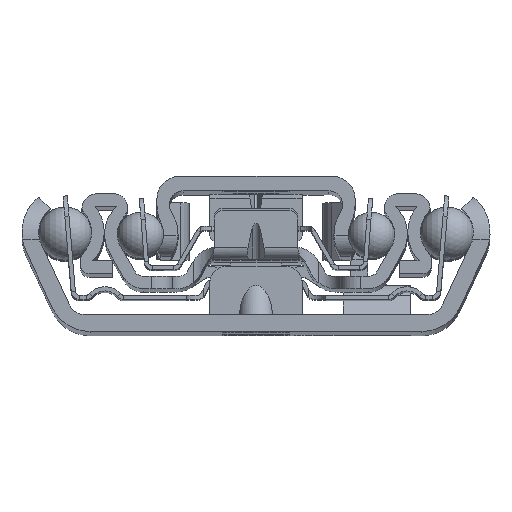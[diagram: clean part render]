
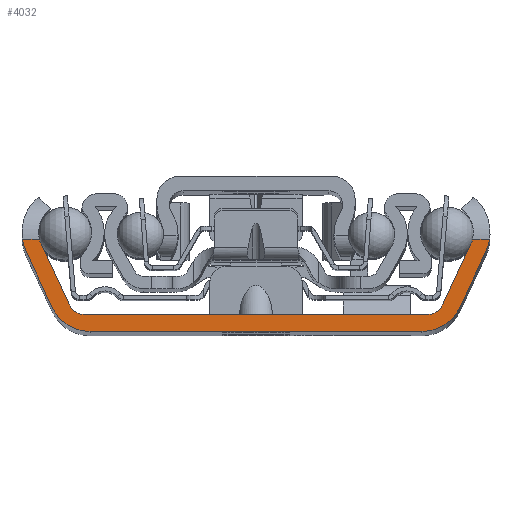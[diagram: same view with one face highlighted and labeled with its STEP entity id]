
A CAD part, top view. The second image highlights one B-rep face of the part: STEP entity #4032.
In plain terms, the highlighted planar face has unit normal (0, 0, 1).
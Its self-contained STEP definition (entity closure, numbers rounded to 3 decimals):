
#36=DIRECTION('',(1.,0.,0.));
#37=VECTOR('',#36,2.024);
#38=CARTESIAN_POINT('',(-27.841,11.,0.));
#39=LINE('',#38,#37);
#40=CARTESIAN_POINT('',(-22.41,11.8,0.));
#41=DIRECTION('',(0.,0.,-1.));
#42=DIRECTION('',(-0.906,-0.423,0.));
#43=AXIS2_PLACEMENT_3D('',#40,#41,#42);
#45=DIRECTION('',(-0.423,0.906,0.));
#46=VECTOR('',#45,7.907);
#47=CARTESIAN_POINT('',(-22.24,3.155,0.));
#48=LINE('',#47,#46);
#49=CARTESIAN_POINT('',(-20.428,4.,0.));
#50=DIRECTION('',(0.,0.,-1.));
#51=DIRECTION('',(0.,-1.,0.));
#52=AXIS2_PLACEMENT_3D('',#49,#50,#51);
#54=DIRECTION('',(-1.,0.,0.));
#55=VECTOR('',#54,40.856);
#56=CARTESIAN_POINT('',(20.428,2.,0.));
#57=LINE('',#56,#55);
#58=CARTESIAN_POINT('',(20.428,4.,0.));
#59=DIRECTION('',(0.,0.,-1.));
#60=DIRECTION('',(0.906,-0.423,0.));
#61=AXIS2_PLACEMENT_3D('',#58,#59,#60);
#63=DIRECTION('',(-0.423,-0.906,0.));
#64=VECTOR('',#63,7.907);
#65=CARTESIAN_POINT('',(25.582,10.321,0.));
#66=LINE('',#65,#64);
#67=CARTESIAN_POINT('',(22.41,11.8,0.));
#68=DIRECTION('',(0.,0.,-1.));
#69=DIRECTION('',(0.974,-0.229,0.));
#70=AXIS2_PLACEMENT_3D('',#67,#68,#69);
#72=DIRECTION('',(1.,0.,0.));
#73=VECTOR('',#72,2.024);
#74=CARTESIAN_POINT('',(25.817,11.,0.));
#75=LINE('',#74,#73);
#76=CARTESIAN_POINT('',(22.41,11.8,0.));
#77=DIRECTION('',(0.,0.,1.));
#78=DIRECTION('',(0.906,-0.423,0.));
#79=AXIS2_PLACEMENT_3D('',#76,#77,#78);
#81=DIRECTION('',(0.423,0.906,0.));
#82=VECTOR('',#81,7.274);
#83=CARTESIAN_POINT('',(24.311,2.887,0.));
#84=LINE('',#83,#82);
#85=CARTESIAN_POINT('',(19.78,5.,0.));
#86=DIRECTION('',(0.,0.,1.));
#87=DIRECTION('',(0.,-1.,0.));
#88=AXIS2_PLACEMENT_3D('',#85,#86,#87);
#90=DIRECTION('',(1.,0.,0.));
#91=VECTOR('',#90,39.56);
#92=CARTESIAN_POINT('',(-19.78,0.,0.));
#93=LINE('',#92,#91);
#94=CARTESIAN_POINT('',(-19.78,5.,0.));
#95=DIRECTION('',(0.,0.,1.));
#96=DIRECTION('',(-0.906,-0.423,0.));
#97=AXIS2_PLACEMENT_3D('',#94,#95,#96);
#99=DIRECTION('',(0.423,-0.906,0.));
#100=VECTOR('',#99,7.274);
#101=CARTESIAN_POINT('',(-27.386,9.48,0.));
#102=LINE('',#101,#100);
#103=CARTESIAN_POINT('',(-22.41,11.8,0.));
#104=DIRECTION('',(0.,0.,1.));
#105=DIRECTION('',(-0.989,-0.146,0.));
#106=AXIS2_PLACEMENT_3D('',#103,#104,#105);
#3384=CARTESIAN_POINT('',(-20.428,2.,0.));
#3385=CARTESIAN_POINT('',(-22.24,3.155,0.));
#3386=VERTEX_POINT('',#3384);
#3387=VERTEX_POINT('',#3385);
#3388=CARTESIAN_POINT('',(-25.582,10.321,0.));
#3389=VERTEX_POINT('',#3388);
#3390=CARTESIAN_POINT('',(-27.386,9.48,0.));
#3391=CARTESIAN_POINT('',(-24.311,2.887,0.));
#3392=VERTEX_POINT('',#3390);
#3393=VERTEX_POINT('',#3391);
#3394=CARTESIAN_POINT('',(-19.78,0.,0.));
#3395=VERTEX_POINT('',#3394);
#3396=CARTESIAN_POINT('',(19.78,0.,0.));
#3397=VERTEX_POINT('',#3396);
#3398=CARTESIAN_POINT('',(24.311,2.887,0.));
#3399=VERTEX_POINT('',#3398);
#3400=CARTESIAN_POINT('',(27.386,9.48,0.));
#3401=VERTEX_POINT('',#3400);
#3402=CARTESIAN_POINT('',(25.582,10.321,0.));
#3403=CARTESIAN_POINT('',(22.24,3.155,0.));
#3404=VERTEX_POINT('',#3402);
#3405=VERTEX_POINT('',#3403);
#3406=CARTESIAN_POINT('',(20.428,2.,0.));
#3407=VERTEX_POINT('',#3406);
#3616=CARTESIAN_POINT('',(-27.841,11.,0.));
#3617=CARTESIAN_POINT('',(-25.817,11.,0.));
#3618=VERTEX_POINT('',#3616);
#3619=VERTEX_POINT('',#3617);
#3620=CARTESIAN_POINT('',(25.817,11.,0.));
#3621=CARTESIAN_POINT('',(27.841,11.,0.));
#3622=VERTEX_POINT('',#3620);
#3623=VERTEX_POINT('',#3621);
#3993=CARTESIAN_POINT('',(0.,0.,0.));
#3994=DIRECTION('',(0.,0.,1.));
#3995=DIRECTION('',(1.,0.,0.));
#3996=AXIS2_PLACEMENT_3D('',#3993,#3994,#3995);
#3997=PLANE('',#3996);
#3999=ORIENTED_EDGE('',*,*,#3998,.T.);
#4001=ORIENTED_EDGE('',*,*,#4000,.F.);
#4003=ORIENTED_EDGE('',*,*,#4002,.F.);
#4005=ORIENTED_EDGE('',*,*,#4004,.F.);
#4007=ORIENTED_EDGE('',*,*,#4006,.F.);
#4009=ORIENTED_EDGE('',*,*,#4008,.F.);
#4011=ORIENTED_EDGE('',*,*,#4010,.F.);
#4013=ORIENTED_EDGE('',*,*,#4012,.F.);
#4015=ORIENTED_EDGE('',*,*,#4014,.T.);
#4017=ORIENTED_EDGE('',*,*,#4016,.F.);
#4019=ORIENTED_EDGE('',*,*,#4018,.F.);
#4021=ORIENTED_EDGE('',*,*,#4020,.F.);
#4023=ORIENTED_EDGE('',*,*,#4022,.F.);
#4025=ORIENTED_EDGE('',*,*,#4024,.F.);
#4027=ORIENTED_EDGE('',*,*,#4026,.F.);
#4029=ORIENTED_EDGE('',*,*,#4028,.F.);
#4030=EDGE_LOOP('',(#3999,#4001,#4003,#4005,#4007,#4009,#4011,#4013,#4015,#4017,
#4019,#4021,#4023,#4025,#4027,#4029));
#4031=FACE_OUTER_BOUND('',#4030,.F.);
#4032=ADVANCED_FACE('',(#4031),#3997,.T.);
#44=CIRCLE('',#43,3.5);
#53=CIRCLE('',#52,2.);
#62=CIRCLE('',#61,2.);
#71=CIRCLE('',#70,3.5);
#80=CIRCLE('',#79,5.49);
#89=CIRCLE('',#88,5.);
#98=CIRCLE('',#97,5.);
#107=CIRCLE('',#106,5.49);
#3998=EDGE_CURVE('',#3618,#3619,#39,.T.);
#4000=EDGE_CURVE('',#3389,#3619,#44,.T.);
#4002=EDGE_CURVE('',#3387,#3389,#48,.T.);
#4004=EDGE_CURVE('',#3386,#3387,#53,.T.);
#4006=EDGE_CURVE('',#3407,#3386,#57,.T.);
#4008=EDGE_CURVE('',#3405,#3407,#62,.T.);
#4010=EDGE_CURVE('',#3404,#3405,#66,.T.);
#4012=EDGE_CURVE('',#3622,#3404,#71,.T.);
#4014=EDGE_CURVE('',#3622,#3623,#75,.T.);
#4016=EDGE_CURVE('',#3401,#3623,#80,.T.);
#4018=EDGE_CURVE('',#3399,#3401,#84,.T.);
#4020=EDGE_CURVE('',#3397,#3399,#89,.T.);
#4022=EDGE_CURVE('',#3395,#3397,#93,.T.);
#4024=EDGE_CURVE('',#3393,#3395,#98,.T.);
#4026=EDGE_CURVE('',#3392,#3393,#102,.T.);
#4028=EDGE_CURVE('',#3618,#3392,#107,.T.);
